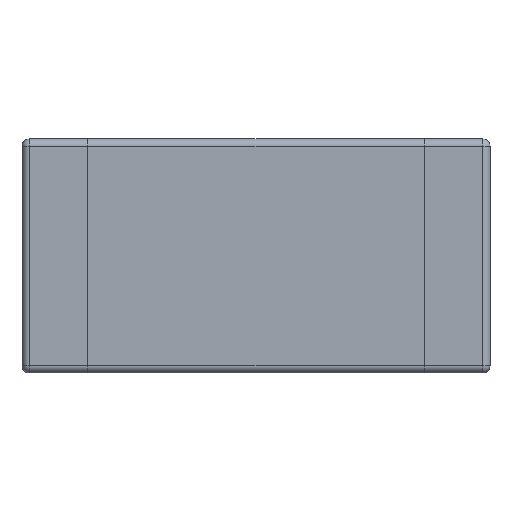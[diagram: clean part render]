
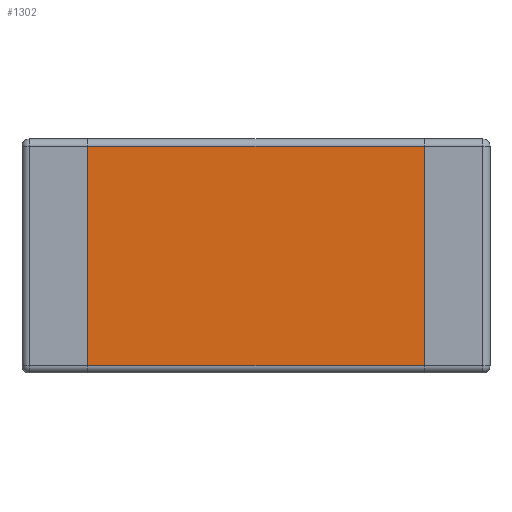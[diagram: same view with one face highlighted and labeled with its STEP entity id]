
A CAD part, front view. The second image highlights one B-rep face of the part: STEP entity #1302.
In plain terms, the highlighted planar face has unit normal (0, -1, 0).
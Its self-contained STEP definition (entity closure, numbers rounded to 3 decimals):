
#228 = CARTESIAN_POINT ( 'NONE',  ( 1.15, 0., 0.75 ) ) ;
#251 = CARTESIAN_POINT ( 'NONE',  ( -1.15, 0., -0.75 ) ) ;
#286 = CARTESIAN_POINT ( 'NONE',  ( -1.15, 0., 0.75 ) ) ;
#474 = FACE_OUTER_BOUND ( 'NONE', #1303, .T. ) ;
#504 = DIRECTION ( 'NONE',  ( -1., 0., 0. ) ) ;
#505 = VECTOR ( 'NONE', #504, 1000. ) ;
#506 = CARTESIAN_POINT ( 'NONE',  ( -1.6, 0., 0.75 ) ) ;
#508 = LINE ( 'NONE', #506, #505 ) ;
#509 = DIRECTION ( 'NONE',  ( 1., 0., 0. ) ) ;
#510 = VECTOR ( 'NONE', #509, 1000. ) ;
#511 = CARTESIAN_POINT ( 'NONE',  ( 1.6, 0., -0.75 ) ) ;
#512 = LINE ( 'NONE', #511, #510 ) ;
#513 = DIRECTION ( 'NONE',  ( 0., 0., -1. ) ) ;
#514 = DIRECTION ( 'NONE',  ( 0., -1., 0. ) ) ;
#515 = CARTESIAN_POINT ( 'NONE',  ( 1.6, 0., -0.8 ) ) ;
#516 = AXIS2_PLACEMENT_3D ( 'NONE', #515, #514, #513 ) ;
#517 = PLANE ( 'NONE',  #516 ) ;
#1106 = EDGE_CURVE ( 'NONE', #1223, #1107, #1474, .T. ) ;
#1107 = VERTEX_POINT ( 'NONE', #1470 ) ;
#1114 = EDGE_CURVE ( 'NONE', #1234, #1239, #1513, .T. ) ;
#1223 = VERTEX_POINT ( 'NONE', #228 ) ;
#1234 = VERTEX_POINT ( 'NONE', #251 ) ;
#1239 = VERTEX_POINT ( 'NONE', #286 ) ;
#1302 = ADVANCED_FACE ( 'NONE', ( #474 ), #517, .T. ) ;
#1303 = EDGE_LOOP ( 'NONE', ( #1304, #1305, #1307, #1308 ) ) ;
#1304 = ORIENTED_EDGE ( 'NONE', *, *, #1114, .F. ) ;
#1305 = ORIENTED_EDGE ( 'NONE', *, *, #1306, .T. ) ;
#1306 = EDGE_CURVE ( 'NONE', #1234, #1107, #512, .T. ) ;
#1307 = ORIENTED_EDGE ( 'NONE', *, *, #1106, .F. ) ;
#1308 = ORIENTED_EDGE ( 'NONE', *, *, #1309, .T. ) ;
#1309 = EDGE_CURVE ( 'NONE', #1223, #1239, #508, .T. ) ;
#1470 = CARTESIAN_POINT ( 'NONE',  ( 1.15, 0., -0.75 ) ) ;
#1471 = DIRECTION ( 'NONE',  ( 0., 0., -1. ) ) ;
#1472 = VECTOR ( 'NONE', #1471, 1000. ) ;
#1473 = CARTESIAN_POINT ( 'NONE',  ( 1.15, 0., -0.8 ) ) ;
#1474 = LINE ( 'NONE', #1473, #1472 ) ;
#1510 = DIRECTION ( 'NONE',  ( 0., 0., 1. ) ) ;
#1511 = VECTOR ( 'NONE', #1510, 1000. ) ;
#1512 = CARTESIAN_POINT ( 'NONE',  ( -1.15, 0., -0.8 ) ) ;
#1513 = LINE ( 'NONE', #1512, #1511 ) ;
